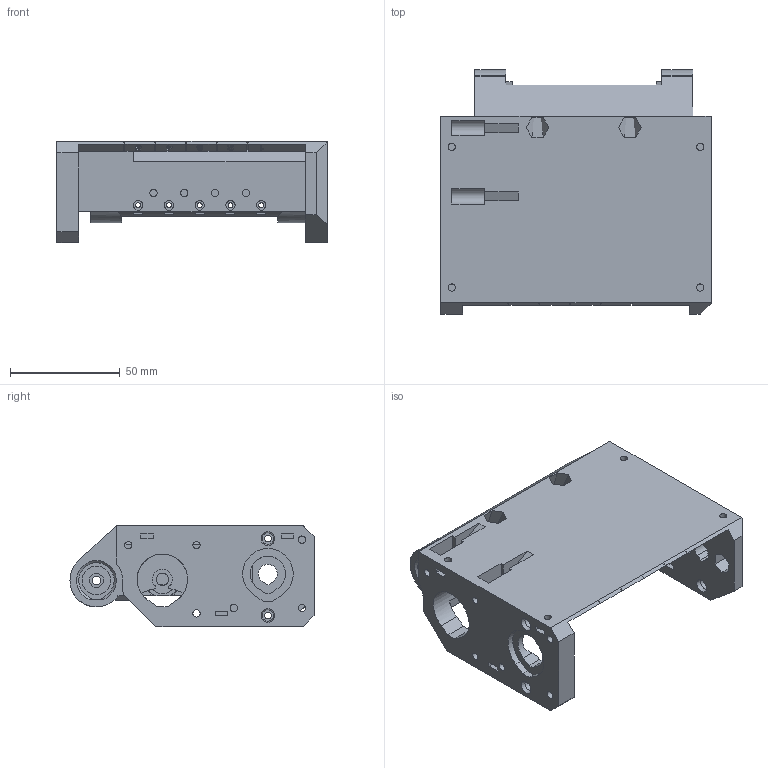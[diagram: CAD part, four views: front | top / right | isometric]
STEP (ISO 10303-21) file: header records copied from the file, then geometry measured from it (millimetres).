
FILE_DESCRIPTION(/* description */ (''),/* implementation_level */ '2;1');
FILE_NAME(/* name */ 'mmu2-pulley-body v1.step',/* time_stamp */ '2022-11-21T12:31:13+01:00',/* author */ (''),/* organization */ (''),/* preprocessor_version */ 'ST-DEVELOPER v19.2',/* originating_system */ 'Autodesk Translation Framework v11.17.0.187',/* authorisation */ '');
FILE_SCHEMA (('AUTOMOTIVE_DESIGN { 1 0 10303 214 3 1 1 }'));
Length unit declared in the file: millimetre
Products named in the file (1): mmu2-pulley-body
Bounding box: 123 x 111.05 x 46 mm (x, y, z)
Volume: 195595.9 mm3; surface area: 60080.8 mm2
Topology: 1 solids, 3 shells, 708 faces, 1934 edges, 1260 vertices
Faces by surface type: plane 467, bspline 114, cylinder 98, cone 29
Full cylindrical faces by diameter (mm): 2.2 x5, 2.6 x5, 3 x2, 3.3 x21, 3.4 x5, 4 x2, 4.1 x5, 5.215 x4, 5.6 x1, 6.2 x4, 6.4 x2, 13 x3
Entity records: 24251 total; most frequent: CARTESIAN_POINT 5961, ORIENTED_EDGE 3868, DIRECTION 3211, EDGE_CURVE 1934, LINE 1341, VECTOR 1341, VERTEX_POINT 1260, AXIS2_PLACEMENT_3D 935
